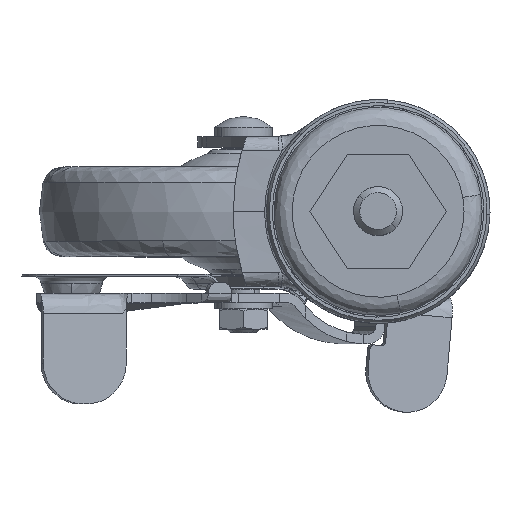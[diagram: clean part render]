
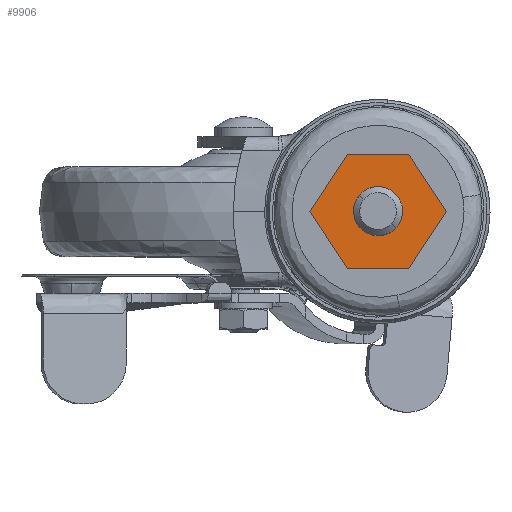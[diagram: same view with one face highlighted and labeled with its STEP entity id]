
A CAD part, top view. The second image highlights one B-rep face of the part: STEP entity #9906.
In plain terms, the highlighted free-form (B-spline) face has degree [1, 1] with [2, 2] control points.
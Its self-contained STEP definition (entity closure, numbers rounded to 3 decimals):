
#9265=CARTESIAN_POINT('',(-3.874,-4.581,2.8));
#9266=VERTEX_POINT('',#9265);
#9267=CARTESIAN_POINT('',(-6.,0.0,2.8));
#9268=VERTEX_POINT('',#9267);
#9269=CARTESIAN_POINT('',(-3.874,-4.581,2.8));
#9270=CARTESIAN_POINT('',(-4.414,-4.126,2.8));
#9271=CARTESIAN_POINT('',(-5.152,-3.234,2.8));
#9272=CARTESIAN_POINT('',(-5.845,-1.629,2.8));
#9273=CARTESIAN_POINT('',(-6.,-0.597,2.8));
#9274=CARTESIAN_POINT('',(-6.,0.0,2.8));
#9275=B_SPLINE_CURVE_WITH_KNOTS('',3,(#9269,#9270,#9271,#9272,#9273,#9274),.UNSPECIFIED.,.F.,.U.,(4,1,1,4),(0.,2.118,3.421,5.213),.UNSPECIFIED.);
#9276=EDGE_CURVE('',#9266,#9268,#9275,.T.);
#9288=CARTESIAN_POINT('',(4.352,-4.13,2.8));
#9289=VERTEX_POINT('',#9288);
#9295=CARTESIAN_POINT('',(6.,0.0,2.8));
#9296=VERTEX_POINT('',#9295);
#9297=CARTESIAN_POINT('',(6.,0.0,2.8));
#9298=CARTESIAN_POINT('',(6.001,-0.807,2.8));
#9299=CARTESIAN_POINT('',(5.689,-2.324,2.8));
#9300=CARTESIAN_POINT('',(4.843,-3.614,2.8));
#9301=CARTESIAN_POINT('',(4.352,-4.13,2.8));
#9302=B_SPLINE_CURVE_WITH_KNOTS('',3,(#9297,#9298,#9299,#9300,#9301),.UNSPECIFIED.,.F.,.U.,(4,1,4),(0.,2.42,4.555),.UNSPECIFIED.);
#9303=EDGE_CURVE('',#9296,#9289,#9302,.T.);
#9305=CARTESIAN_POINT('',(0.,6.,2.8));
#9306=VERTEX_POINT('',#9305);
#9307=CARTESIAN_POINT('',(0.,6.,2.8));
#9308=CARTESIAN_POINT('',(0.54,6.,2.8));
#9309=CARTESIAN_POINT('',(1.473,5.873,2.8));
#9310=CARTESIAN_POINT('',(2.807,5.358,2.8));
#9311=CARTESIAN_POINT('',(3.876,4.644,2.8));
#9312=CARTESIAN_POINT('',(4.965,3.501,2.8));
#9313=CARTESIAN_POINT('',(5.787,1.963,2.8));
#9314=CARTESIAN_POINT('',(6.,0.638,2.8));
#9315=CARTESIAN_POINT('',(6.,0.0,2.8));
#9316=B_SPLINE_CURVE_WITH_KNOTS('',3,(#9307,#9308,#9309,#9310,#9311,#9312,#9313,#9314,#9315),.UNSPECIFIED.,.F.,.U.,(4,1,1,1,1,1,4),(0.,1.62,2.798,4.271,5.449,7.511,9.425),.UNSPECIFIED.);
#9317=EDGE_CURVE('',#9306,#9296,#9316,.T.);
#9319=CARTESIAN_POINT('',(-6.,0.0,2.8));
#9320=CARTESIAN_POINT('',(-6.001,0.736,2.8));
#9321=CARTESIAN_POINT('',(-5.771,1.963,2.8));
#9322=CARTESIAN_POINT('',(-4.862,3.664,2.8));
#9323=CARTESIAN_POINT('',(-3.594,4.933,2.8));
#9324=CARTESIAN_POINT('',(-1.865,5.802,2.8));
#9325=CARTESIAN_POINT('',(-0.638,6.,2.8));
#9326=CARTESIAN_POINT('',(0.,6.,2.8));
#9327=B_SPLINE_CURVE_WITH_KNOTS('',3,(#9319,#9320,#9321,#9322,#9323,#9324,#9325,#9326),.UNSPECIFIED.,.F.,.U.,(4,1,1,1,1,4),(0.,2.209,3.682,5.743,7.511,9.425),.UNSPECIFIED.);
#9328=EDGE_CURVE('',#9268,#9306,#9327,.T.);
#9347=CARTESIAN_POINT('',(0.,-6.,2.8));
#9348=VERTEX_POINT('',#9347);
#9349=CARTESIAN_POINT('',(0.,-6.,2.8));
#9350=CARTESIAN_POINT('',(-0.658,-6.,2.8));
#9351=CARTESIAN_POINT('',(-2.062,-5.767,2.8));
#9352=CARTESIAN_POINT('',(-3.305,-5.064,2.8));
#9353=CARTESIAN_POINT('',(-3.874,-4.581,2.8));
#9354=B_SPLINE_CURVE_WITH_KNOTS('',3,(#9349,#9350,#9351,#9352,#9353),.UNSPECIFIED.,.F.,.U.,(4,1,4),(0.,1.974,4.212),.UNSPECIFIED.);
#9355=EDGE_CURVE('',#9348,#9266,#9354,.T.);
#9357=CARTESIAN_POINT('',(4.352,-4.13,2.8));
#9358=CARTESIAN_POINT('',(4.038,-4.461,2.8));
#9359=CARTESIAN_POINT('',(3.373,-5.019,2.8));
#9360=CARTESIAN_POINT('',(1.927,-5.775,2.8));
#9361=CARTESIAN_POINT('',(0.761,-6.001,2.8));
#9362=CARTESIAN_POINT('',(0.,-6.,2.8));
#9363=B_SPLINE_CURVE_WITH_KNOTS('',3,(#9357,#9358,#9359,#9360,#9361,#9362),.UNSPECIFIED.,.F.,.U.,(4,1,1,4),(0.,1.37,2.587,4.87),.UNSPECIFIED.);
#9364=EDGE_CURVE('',#9289,#9348,#9363,.T.);
#9700=CARTESIAN_POINT('',(-7.5,-14.,2.8));
#9701=VERTEX_POINT('',#9700);
#9702=CARTESIAN_POINT('',(-16.75,0.,2.8));
#9703=VERTEX_POINT('',#9702);
#9704=CARTESIAN_POINT('',(-7.5,-14.,2.8));
#9705=CARTESIAN_POINT('',(-16.75,0.,2.8));
#9706=QUASI_UNIFORM_CURVE('',1,(#9704,#9705),.UNSPECIFIED.,.F.,.U.);
#9707=EDGE_CURVE('',#9701,#9703,#9706,.T.);
#9736=CARTESIAN_POINT('',(7.5,-14.,2.8));
#9737=VERTEX_POINT('',#9736);
#9738=CARTESIAN_POINT('',(7.5,-14.,2.8));
#9739=CARTESIAN_POINT('',(-7.5,-14.,2.8));
#9740=QUASI_UNIFORM_CURVE('',1,(#9738,#9739),.UNSPECIFIED.,.F.,.U.);
#9741=EDGE_CURVE('',#9737,#9701,#9740,.T.);
#9764=CARTESIAN_POINT('',(16.75,0.,2.8));
#9765=VERTEX_POINT('',#9764);
#9766=CARTESIAN_POINT('',(16.75,0.,2.8));
#9767=CARTESIAN_POINT('',(7.5,-14.,2.8));
#9768=QUASI_UNIFORM_CURVE('',1,(#9766,#9767),.UNSPECIFIED.,.F.,.U.);
#9769=EDGE_CURVE('',#9765,#9737,#9768,.T.);
#9792=CARTESIAN_POINT('',(7.5,14.,2.8));
#9793=VERTEX_POINT('',#9792);
#9794=CARTESIAN_POINT('',(7.5,14.,2.8));
#9795=CARTESIAN_POINT('',(16.75,0.,2.8));
#9796=QUASI_UNIFORM_CURVE('',1,(#9794,#9795),.UNSPECIFIED.,.F.,.U.);
#9797=EDGE_CURVE('',#9793,#9765,#9796,.T.);
#9820=CARTESIAN_POINT('',(-7.5,14.,2.8));
#9821=VERTEX_POINT('',#9820);
#9822=CARTESIAN_POINT('',(-7.5,14.,2.8));
#9823=CARTESIAN_POINT('',(7.5,14.,2.8));
#9824=QUASI_UNIFORM_CURVE('',1,(#9822,#9823),.UNSPECIFIED.,.F.,.U.);
#9825=EDGE_CURVE('',#9821,#9793,#9824,.T.);
#9848=CARTESIAN_POINT('',(-16.75,0.,2.8));
#9849=CARTESIAN_POINT('',(-7.5,14.,2.8));
#9850=QUASI_UNIFORM_CURVE('',1,(#9848,#9849),.UNSPECIFIED.,.F.,.U.);
#9851=EDGE_CURVE('',#9703,#9821,#9850,.T.);
#9885=CARTESIAN_POINT('',(-18.423,-15.399,2.8));
#9886=CARTESIAN_POINT('',(18.423,-15.399,2.8));
#9887=CARTESIAN_POINT('',(-18.423,15.399,2.8));
#9888=CARTESIAN_POINT('',(18.423,15.399,2.8));
#9889=B_SPLINE_SURFACE_WITH_KNOTS('',1,1,((#9885,#9887),(#9886,#9888)),.UNSPECIFIED.,.F.,.F.,.U.,(2,2),(2,2),(0.0,36.847),(0.0,30.797),.UNSPECIFIED.);
#9890=ORIENTED_EDGE('',*,*,#9851,.F.);
#9891=ORIENTED_EDGE('',*,*,#9707,.F.);
#9892=ORIENTED_EDGE('',*,*,#9741,.F.);
#9893=ORIENTED_EDGE('',*,*,#9769,.F.);
#9894=ORIENTED_EDGE('',*,*,#9797,.F.);
#9895=ORIENTED_EDGE('',*,*,#9825,.F.);
#9896=EDGE_LOOP('',(#9890,#9891,#9892,#9893,#9894,#9895));
#9897=FACE_OUTER_BOUND('',#9896,.T.);
#9898=ORIENTED_EDGE('',*,*,#9328,.T.);
#9899=ORIENTED_EDGE('',*,*,#9317,.T.);
#9900=ORIENTED_EDGE('',*,*,#9303,.T.);
#9901=ORIENTED_EDGE('',*,*,#9364,.T.);
#9902=ORIENTED_EDGE('',*,*,#9355,.T.);
#9903=ORIENTED_EDGE('',*,*,#9276,.T.);
#9904=EDGE_LOOP('',(#9898,#9899,#9900,#9901,#9902,#9903));
#9905=FACE_BOUND('',#9904,.T.);
#9906=ADVANCED_FACE('',(#9897,#9905),#9889,.T.);
